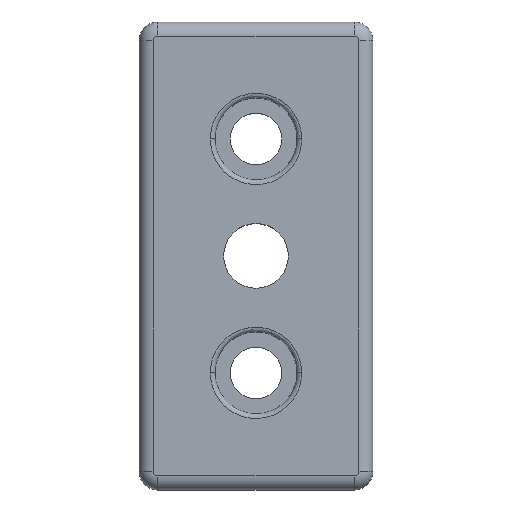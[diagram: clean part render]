
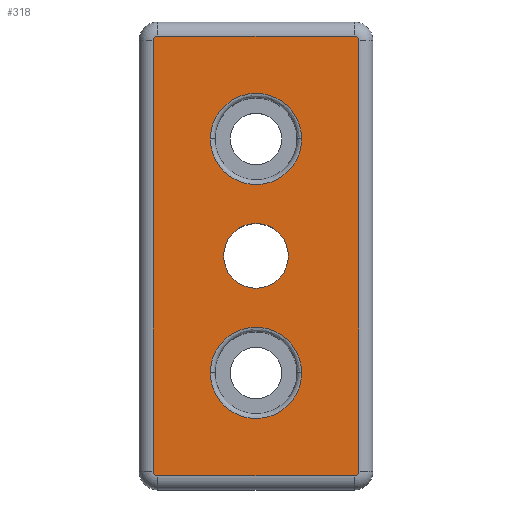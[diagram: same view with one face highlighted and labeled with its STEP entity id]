
A CAD part, top view. The second image highlights one B-rep face of the part: STEP entity #318.
In plain terms, the highlighted planar face has unit normal (0, 0, 1).
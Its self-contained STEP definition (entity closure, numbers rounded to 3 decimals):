
#8 = EDGE_CURVE ( 'NONE', #1704, #124, #1511, .T. ) ;
#24 = EDGE_CURVE ( 'NONE', #1704, #1856, #734, .T. ) ;
#55 = ORIENTED_EDGE ( 'NONE', *, *, #1513, .F. ) ;
#66 = CARTESIAN_POINT ( 'NONE',  ( 9.75, -44.5, 0. ) ) ;
#77 = VERTEX_POINT ( 'NONE', #1776 ) ;
#85 = VERTEX_POINT ( 'NONE', #3341 ) ;
#86 = AXIS2_PLACEMENT_3D ( 'NONE', #1678, #929, #3232 ) ;
#124 = VERTEX_POINT ( 'NONE', #1073 ) ;
#178 = EDGE_CURVE ( 'NONE', #2170, #2216, #1921, .T. ) ;
#182 = EDGE_LOOP ( 'NONE', ( #3254, #3093, #2908, #632, #1501, #3237, #1940, #2132 ) ) ;
#261 = VERTEX_POINT ( 'NONE', #574 ) ;
#275 = CARTESIAN_POINT ( 'NONE',  ( 9.75, -25., 0. ) ) ;
#318 = ADVANCED_FACE ( 'NONE', ( #1593, #1553, #1062, #1635 ), #1944, .F. ) ;
#321 = CARTESIAN_POINT ( 'NONE',  ( -9.75, 25., 0. ) ) ;
#324 = ORIENTED_EDGE ( 'NONE', *, *, #1510, .F. ) ;
#337 = CARTESIAN_POINT ( 'NONE',  ( 0., 0., 0. ) ) ;
#348 =( BOUNDED_CURVE ( )  B_SPLINE_CURVE ( 3, ( #1281, #528, #804, #2646 ),
 .UNSPECIFIED., .F., .F. ) 
 B_SPLINE_CURVE_WITH_KNOTS ( ( 4, 4 ),
 ( 0., 1. ),
 .UNSPECIFIED. ) 
 CURVE ( )  GEOMETRIC_REPRESENTATION_ITEM ( )  RATIONAL_B_SPLINE_CURVE ( ( 1., 0.333, 0.333, 1. ) ) 
 REPRESENTATION_ITEM ( '' )  );
#471 = CARTESIAN_POINT ( 'NONE',  ( 9.75, 44.5, 0. ) ) ;
#522 = EDGE_CURVE ( 'NONE', #676, #1231, #721, .T. ) ;
#524 = DIRECTION ( 'NONE',  ( 0., 1., 0. ) ) ;
#528 = CARTESIAN_POINT ( 'NONE',  ( 9.75, -5.5, 0. ) ) ;
#552 = CARTESIAN_POINT ( 'NONE',  ( -22., -46., 0. ) ) ;
#560 = CARTESIAN_POINT ( 'NONE',  ( 9.75, 25., 0. ) ) ;
#561 = CIRCLE ( 'NONE', #86, 1. ) ;
#563 = DIRECTION ( 'NONE',  ( 1., 0., 0. ) ) ;
#574 = CARTESIAN_POINT ( 'NONE',  ( -21., -47., 0. ) ) ;
#575 = AXIS2_PLACEMENT_3D ( 'NONE', #1168, #2172, #1406 ) ;
#616 = DIRECTION ( 'NONE',  ( 0., -1., 0. ) ) ;
#622 = CIRCLE ( 'NONE', #974, 1. ) ;
#632 = ORIENTED_EDGE ( 'NONE', *, *, #1986, .T. ) ;
#676 = VERTEX_POINT ( 'NONE', #321 ) ;
#721 =( BOUNDED_CURVE ( )  B_SPLINE_CURVE ( 3, ( #1352, #2113, #1092, #805 ),
 .UNSPECIFIED., .F., .F. ) 
 B_SPLINE_CURVE_WITH_KNOTS ( ( 4, 4 ),
 ( 0., 1. ),
 .UNSPECIFIED. ) 
 CURVE ( )  GEOMETRIC_REPRESENTATION_ITEM ( )  RATIONAL_B_SPLINE_CURVE ( ( 1., 0.333, 0.333, 1. ) ) 
 REPRESENTATION_ITEM ( '' )  );
#734 = LINE ( 'NONE', #947, #817 ) ;
#761 = DIRECTION ( 'NONE',  ( 0., 0., 1. ) ) ;
#777 = EDGE_CURVE ( 'NONE', #77, #2830, #561, .T. ) ;
#804 = CARTESIAN_POINT ( 'NONE',  ( -9.75, -5.5, 0. ) ) ;
#805 = CARTESIAN_POINT ( 'NONE',  ( 9.75, 25., 0. ) ) ;
#817 = VECTOR ( 'NONE', #2225, 1000. ) ;
#825 = ORIENTED_EDGE ( 'NONE', *, *, #2036, .F. ) ;
#850 = CIRCLE ( 'NONE', #575, 1. ) ;
#852 = DIRECTION ( 'NONE',  ( 0., 0., 1. ) ) ;
#929 = DIRECTION ( 'NONE',  ( 0., 0., 1. ) ) ;
#932 = CARTESIAN_POINT ( 'NONE',  ( 22., -46., 0. ) ) ;
#945 = EDGE_CURVE ( 'NONE', #77, #261, #2228, .T. ) ;
#947 = CARTESIAN_POINT ( 'NONE',  ( 21., 47., 0. ) ) ;
#974 = AXIS2_PLACEMENT_3D ( 'NONE', #2574, #1834, #524 ) ;
#1062 = FACE_BOUND ( 'NONE', #1443, .T. ) ;
#1073 = CARTESIAN_POINT ( 'NONE',  ( -22., 46., 0. ) ) ;
#1080 = AXIS2_PLACEMENT_3D ( 'NONE', #337, #852, #563 ) ;
#1092 = CARTESIAN_POINT ( 'NONE',  ( 9.75, 5.5, 0. ) ) ;
#1101 = AXIS2_PLACEMENT_3D ( 'NONE', #1751, #2265, #1470 ) ;
#1136 = CIRCLE ( 'NONE', #2277, 6.918 ) ;
#1150 = ORIENTED_EDGE ( 'NONE', *, *, #1557, .F. ) ;
#1151 = EDGE_CURVE ( 'NONE', #2525, #124, #1257, .T. ) ;
#1168 = CARTESIAN_POINT ( 'NONE',  ( -21., -46., 0. ) ) ;
#1231 = VERTEX_POINT ( 'NONE', #560 ) ;
#1232 = EDGE_CURVE ( 'NONE', #2525, #261, #850, .T. ) ;
#1257 = LINE ( 'NONE', #552, #2075 ) ;
#1270 = CARTESIAN_POINT ( 'NONE',  ( -9.75, 25., 0. ) ) ;
#1273 = EDGE_CURVE ( 'NONE', #2907, #2830, #2922, .T. ) ;
#1281 = CARTESIAN_POINT ( 'NONE',  ( 9.75, -25., 0. ) ) ;
#1307 = CARTESIAN_POINT ( 'NONE',  ( -22., -46., 0. ) ) ;
#1352 = CARTESIAN_POINT ( 'NONE',  ( -9.75, 25., 0. ) ) ;
#1376 = DIRECTION ( 'NONE',  ( -1., 0., 0. ) ) ;
#1406 = DIRECTION ( 'NONE',  ( 0., 1., 0. ) ) ;
#1443 = EDGE_LOOP ( 'NONE', ( #825, #1150 ) ) ;
#1470 = DIRECTION ( 'NONE',  ( -1., 0., 0. ) ) ;
#1492 =( BOUNDED_CURVE ( )  B_SPLINE_CURVE ( 3, ( #1549, #471, #2056, #1270 ),
 .UNSPECIFIED., .F., .F. ) 
 B_SPLINE_CURVE_WITH_KNOTS ( ( 4, 4 ),
 ( 0., 1. ),
 .UNSPECIFIED. ) 
 CURVE ( )  GEOMETRIC_REPRESENTATION_ITEM ( )  RATIONAL_B_SPLINE_CURVE ( ( 1., 0.333, 0.333, 1. ) ) 
 REPRESENTATION_ITEM ( '' )  );
#1501 = ORIENTED_EDGE ( 'NONE', *, *, #24, .F. ) ;
#1510 = EDGE_CURVE ( 'NONE', #1231, #676, #1492, .T. ) ;
#1511 = CIRCLE ( 'NONE', #1101, 1. ) ;
#1513 = EDGE_CURVE ( 'NONE', #2216, #2170, #1136, .T. ) ;
#1524 = DIRECTION ( 'NONE',  ( 1., 0., 0. ) ) ;
#1549 = CARTESIAN_POINT ( 'NONE',  ( 9.75, 25., 0. ) ) ;
#1553 = FACE_BOUND ( 'NONE', #2891, .T. ) ;
#1557 = EDGE_CURVE ( 'NONE', #85, #3076, #348, .T. ) ;
#1593 = FACE_BOUND ( 'NONE', #3199, .T. ) ;
#1635 = FACE_OUTER_BOUND ( 'NONE', #182, .T. ) ;
#1678 = CARTESIAN_POINT ( 'NONE',  ( 21., -46., 0. ) ) ;
#1699 = DIRECTION ( 'NONE',  ( 0., 0., -1. ) ) ;
#1704 = VERTEX_POINT ( 'NONE', #2423 ) ;
#1740 = CARTESIAN_POINT ( 'NONE',  ( 21., 47., 0. ) ) ;
#1751 = CARTESIAN_POINT ( 'NONE',  ( -21., 46., 0. ) ) ;
#1776 = CARTESIAN_POINT ( 'NONE',  ( 21., -47., 0. ) ) ;
#1830 = DIRECTION ( 'NONE',  ( 0., 1., 0. ) ) ;
#1834 = DIRECTION ( 'NONE',  ( 0., 0., 1. ) ) ;
#1856 = VERTEX_POINT ( 'NONE', #1740 ) ;
#1921 = CIRCLE ( 'NONE', #1080, 6.918 ) ;
#1940 = ORIENTED_EDGE ( 'NONE', *, *, #1151, .F. ) ;
#1944 = PLANE ( 'NONE',  #2712 ) ;
#1986 = EDGE_CURVE ( 'NONE', #2907, #1856, #622, .T. ) ;
#2036 = EDGE_CURVE ( 'NONE', #3076, #85, #2526, .T. ) ;
#2043 = ORIENTED_EDGE ( 'NONE', *, *, #522, .F. ) ;
#2045 = CARTESIAN_POINT ( 'NONE',  ( 0., 0., 0. ) ) ;
#2056 = CARTESIAN_POINT ( 'NONE',  ( -9.75, 44.5, 0. ) ) ;
#2075 = VECTOR ( 'NONE', #1830, 1000. ) ;
#2113 = CARTESIAN_POINT ( 'NONE',  ( -9.75, 5.5, 0. ) ) ;
#2132 = ORIENTED_EDGE ( 'NONE', *, *, #1232, .T. ) ;
#2170 = VERTEX_POINT ( 'NONE', #2709 ) ;
#2172 = DIRECTION ( 'NONE',  ( 0., 0., 1. ) ) ;
#2182 = VECTOR ( 'NONE', #616, 1000. ) ;
#2216 = VERTEX_POINT ( 'NONE', #3224 ) ;
#2225 = DIRECTION ( 'NONE',  ( 1., 0., 0. ) ) ;
#2228 = LINE ( 'NONE', #3132, #2685 ) ;
#2241 = CARTESIAN_POINT ( 'NONE',  ( 22., -46., 0. ) ) ;
#2265 = DIRECTION ( 'NONE',  ( 0., 0., 1. ) ) ;
#2277 = AXIS2_PLACEMENT_3D ( 'NONE', #2045, #761, #1524 ) ;
#2288 = CARTESIAN_POINT ( 'NONE',  ( 22., 46., 0. ) ) ;
#2389 = CARTESIAN_POINT ( 'NONE',  ( -9.75, -25., 0. ) ) ;
#2423 = CARTESIAN_POINT ( 'NONE',  ( -21., 47., 0. ) ) ;
#2525 = VERTEX_POINT ( 'NONE', #1307 ) ;
#2526 =( BOUNDED_CURVE ( )  B_SPLINE_CURVE ( 3, ( #2389, #2642, #66, #275 ),
 .UNSPECIFIED., .F., .F. ) 
 B_SPLINE_CURVE_WITH_KNOTS ( ( 4, 4 ),
 ( 0., 1. ),
 .UNSPECIFIED. ) 
 CURVE ( )  GEOMETRIC_REPRESENTATION_ITEM ( )  RATIONAL_B_SPLINE_CURVE ( ( 1., 0.333, 0.333, 1. ) ) 
 REPRESENTATION_ITEM ( '' )  );
#2574 = CARTESIAN_POINT ( 'NONE',  ( 21., 46., 0. ) ) ;
#2597 = ORIENTED_EDGE ( 'NONE', *, *, #178, .F. ) ;
#2642 = CARTESIAN_POINT ( 'NONE',  ( -9.75, -44.5, 0. ) ) ;
#2646 = CARTESIAN_POINT ( 'NONE',  ( -9.75, -25., 0. ) ) ;
#2685 = VECTOR ( 'NONE', #1376, 1000. ) ;
#2709 = CARTESIAN_POINT ( 'NONE',  ( -6.918, 0., 0. ) ) ;
#2712 = AXIS2_PLACEMENT_3D ( 'NONE', #2984, #1699, #2807 ) ;
#2807 = DIRECTION ( 'NONE',  ( -1., 0., 0. ) ) ;
#2830 = VERTEX_POINT ( 'NONE', #2241 ) ;
#2891 = EDGE_LOOP ( 'NONE', ( #2043, #324 ) ) ;
#2907 = VERTEX_POINT ( 'NONE', #2288 ) ;
#2908 = ORIENTED_EDGE ( 'NONE', *, *, #1273, .F. ) ;
#2922 = LINE ( 'NONE', #932, #2182 ) ;
#2984 = CARTESIAN_POINT ( 'NONE',  ( 21., -46., 0. ) ) ;
#2989 = CARTESIAN_POINT ( 'NONE',  ( -9.75, -25., 0. ) ) ;
#3076 = VERTEX_POINT ( 'NONE', #2989 ) ;
#3093 = ORIENTED_EDGE ( 'NONE', *, *, #777, .T. ) ;
#3132 = CARTESIAN_POINT ( 'NONE',  ( 21., -47., 0. ) ) ;
#3199 = EDGE_LOOP ( 'NONE', ( #55, #2597 ) ) ;
#3224 = CARTESIAN_POINT ( 'NONE',  ( 6.918, 0., 0. ) ) ;
#3232 = DIRECTION ( 'NONE',  ( -1., 0., 0. ) ) ;
#3237 = ORIENTED_EDGE ( 'NONE', *, *, #8, .T. ) ;
#3254 = ORIENTED_EDGE ( 'NONE', *, *, #945, .F. ) ;
#3341 = CARTESIAN_POINT ( 'NONE',  ( 9.75, -25., 0. ) ) ;
